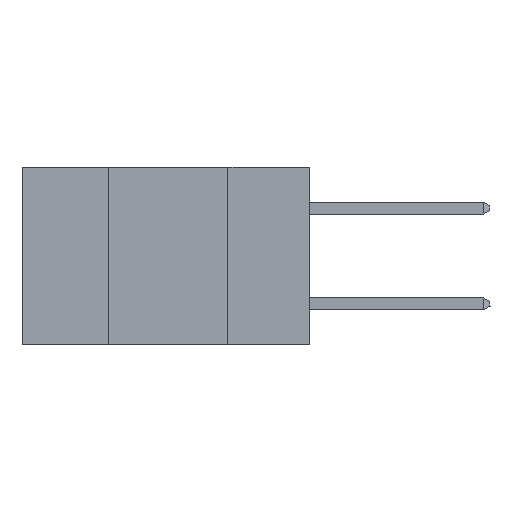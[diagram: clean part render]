
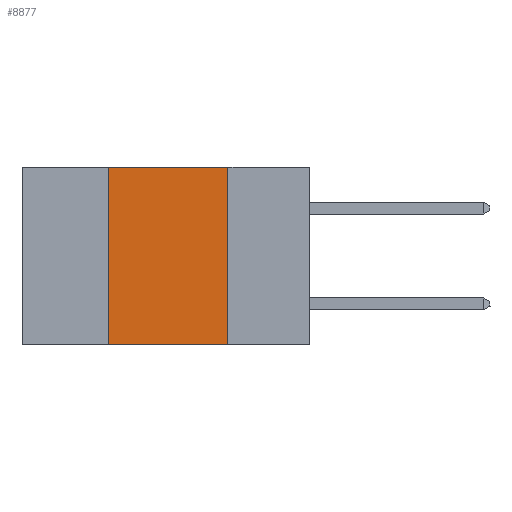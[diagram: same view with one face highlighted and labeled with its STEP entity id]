
A CAD part, left-side view. The second image highlights one B-rep face of the part: STEP entity #8877.
In plain terms, the highlighted planar face has unit normal (-1, 0, 0).
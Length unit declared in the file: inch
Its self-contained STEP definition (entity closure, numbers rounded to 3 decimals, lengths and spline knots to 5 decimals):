
#509 = VECTOR ( 'NONE', #9972, 39.37008 ) ;
#5135 = PLANE ( 'NONE',  #37954 ) ;
#6216 = ORIENTED_EDGE ( 'NONE', *, *, #27462, .T. ) ;
#8877 = ADVANCED_FACE ( 'NONE', ( #27851 ), #5135, .F. ) ;
#9972 = DIRECTION ( 'NONE',  ( 0., 0., 1. ) ) ;
#10751 = DIRECTION ( 'NONE',  ( 0., 0., -1. ) ) ;
#11331 = LINE ( 'NONE', #32523, #509 ) ;
#11859 = DIRECTION ( 'NONE',  ( 1., 0., 0. ) ) ;
#12574 = VECTOR ( 'NONE', #37109, 39.37008 ) ;
#13347 = CARTESIAN_POINT ( 'NONE',  ( 0., 0.42, 0. ) ) ;
#13656 = LINE ( 'NONE', #36471, #17289 ) ;
#13862 = ORIENTED_EDGE ( 'NONE', *, *, #18707, .F. ) ;
#15620 = VECTOR ( 'NONE', #10751, 39.37008 ) ;
#16091 = VERTEX_POINT ( 'NONE', #37655 ) ;
#16676 = ORIENTED_EDGE ( 'NONE', *, *, #24617, .F. ) ;
#16889 = DIRECTION ( 'NONE',  ( 0., -1., 0. ) ) ;
#17289 = VECTOR ( 'NONE', #16889, 39.37008 ) ;
#18194 = CARTESIAN_POINT ( 'NONE',  ( 0., 0.17, 0. ) ) ;
#18211 = CARTESIAN_POINT ( 'NONE',  ( 0., 0.6, 0. ) ) ;
#18245 = VERTEX_POINT ( 'NONE', #38180 ) ;
#18707 = EDGE_CURVE ( 'NONE', #23327, #16091, #24441, .T. ) ;
#20272 = CARTESIAN_POINT ( 'NONE',  ( 0., 0.6, 0. ) ) ;
#23327 = VERTEX_POINT ( 'NONE', #18194 ) ;
#24441 = LINE ( 'NONE', #33794, #15620 ) ;
#24617 = EDGE_CURVE ( 'NONE', #18245, #35794, #11331, .T. ) ;
#24849 = ORIENTED_EDGE ( 'NONE', *, *, #39287, .F. ) ;
#26560 = LINE ( 'NONE', #20272, #12574 ) ;
#27462 = EDGE_CURVE ( 'NONE', #18245, #16091, #13656, .T. ) ;
#27851 = FACE_OUTER_BOUND ( 'NONE', #42607, .T. ) ;
#31270 = DIRECTION ( 'NONE',  ( 0., 0., -1. ) ) ;
#32523 = CARTESIAN_POINT ( 'NONE',  ( 0., 0.42, 0. ) ) ;
#33794 = CARTESIAN_POINT ( 'NONE',  ( 0., 0.17, 0. ) ) ;
#35794 = VERTEX_POINT ( 'NONE', #13347 ) ;
#36471 = CARTESIAN_POINT ( 'NONE',  ( 0., 0.6, -0.37 ) ) ;
#37109 = DIRECTION ( 'NONE',  ( 0., -1., 0. ) ) ;
#37655 = CARTESIAN_POINT ( 'NONE',  ( 0., 0.17, -0.37 ) ) ;
#37954 = AXIS2_PLACEMENT_3D ( 'NONE', #18211, #11859, #31270 ) ;
#38180 = CARTESIAN_POINT ( 'NONE',  ( 0., 0.42, -0.37 ) ) ;
#39287 = EDGE_CURVE ( 'NONE', #35794, #23327, #26560, .T. ) ;
#42607 = EDGE_LOOP ( 'NONE', ( #13862, #24849, #16676, #6216 ) ) ;
